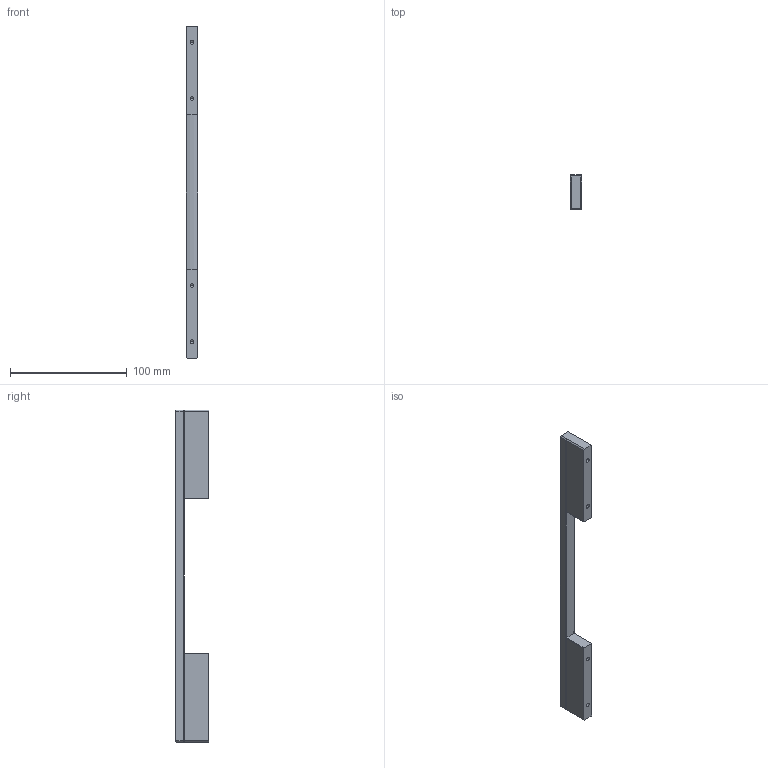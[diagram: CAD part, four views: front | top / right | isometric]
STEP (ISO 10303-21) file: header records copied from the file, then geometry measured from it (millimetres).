
FILE_DESCRIPTION(('Creo Elements/Direct Modeling STEP Export'),'2;1');
FILE_NAME('2110-284.stp','2017-09-06T13:27:04',(''),(''),'Creo Elements/Direct Modeling STEP processor for AP214 (Solid Model)','Creo Elements/Direct Modeling 20.0 12-Nov-2016 (C) Parametric Technology GmbH','');
FILE_SCHEMA(('AUTOMOTIVE_DESIGN { 1 0 10303 214 1 1 1 1 }'));
Length unit declared in the file: millimetre
Products named in the file (2): Stange
Assembly tree (1 placements, depth 2):
  Stange
    Stange
Bounding box: 10 x 28.89 x 284 mm (x, y, z)
Volume: 53796.3 mm3; surface area: 17791.3 mm2
Topology: 1 solids, 1 shells, 60 faces, 154 edges, 96 vertices
Faces by surface type: cylinder 29, plane 23, cone 8
Entity records: 1813 total; most frequent: DIRECTION 304, ORIENTED_EDGE 292, CARTESIAN_POINT 288, EDGE_CURVE 146, AXIS2_PLACEMENT_3D 112, VERTEX_POINT 96, VECTOR 80, LINE 80
